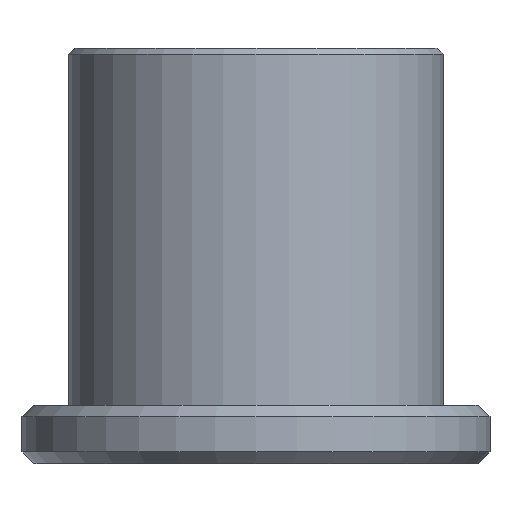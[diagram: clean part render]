
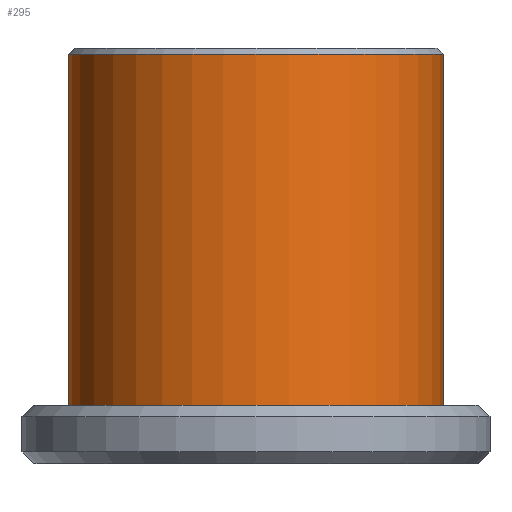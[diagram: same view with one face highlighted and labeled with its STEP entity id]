
A CAD part, left-side view. The second image highlights one B-rep face of the part: STEP entity #295.
In plain terms, the highlighted cylindrical face has radius 16 mm (diameter 32 mm), a full revolution.
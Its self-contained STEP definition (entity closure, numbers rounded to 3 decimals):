
#19=CYLINDRICAL_SURFACE('',#343,16.);
#45=FACE_OUTER_BOUND('',#70,.T.);
#70=EDGE_LOOP('',(#233,#234,#235,#236));
#92=LINE('',#513,#108);
#108=VECTOR('',#419,16.);
#124=CIRCLE('',#336,16.);
#127=CIRCLE('',#342,16.);
#146=VERTEX_POINT('',#499);
#149=VERTEX_POINT('',#509);
#173=EDGE_CURVE('',#146,#146,#124,.T.);
#178=EDGE_CURVE('',#149,#149,#127,.T.);
#179=EDGE_CURVE('',#149,#146,#92,.T.);
#233=ORIENTED_EDGE('',*,*,#178,.F.);
#234=ORIENTED_EDGE('',*,*,#179,.T.);
#235=ORIENTED_EDGE('',*,*,#173,.F.);
#236=ORIENTED_EDGE('',*,*,#179,.F.);
#295=ADVANCED_FACE('',(#45),#19,.T.);
#336=AXIS2_PLACEMENT_3D('',#500,#401,#402);
#342=AXIS2_PLACEMENT_3D('',#511,#415,#416);
#343=AXIS2_PLACEMENT_3D('',#512,#417,#418);
#401=DIRECTION('center_axis',(0.,0.,-1.));
#402=DIRECTION('ref_axis',(1.,0.,0.));
#415=DIRECTION('center_axis',(0.,0.,1.));
#416=DIRECTION('ref_axis',(1.,0.,0.));
#417=DIRECTION('center_axis',(0.,0.,1.));
#418=DIRECTION('ref_axis',(1.,0.,0.));
#419=DIRECTION('',(0.,0.,-1.));
#499=CARTESIAN_POINT('',(-41.,0.,5.));
#500=CARTESIAN_POINT('Origin',(-25.,0.,5.));
#509=CARTESIAN_POINT('',(-41.,0.,35.));
#511=CARTESIAN_POINT('Origin',(-25.,0.,35.));
#512=CARTESIAN_POINT('Origin',(-25.,0.,0.));
#513=CARTESIAN_POINT('',(-41.,0.,0.));
